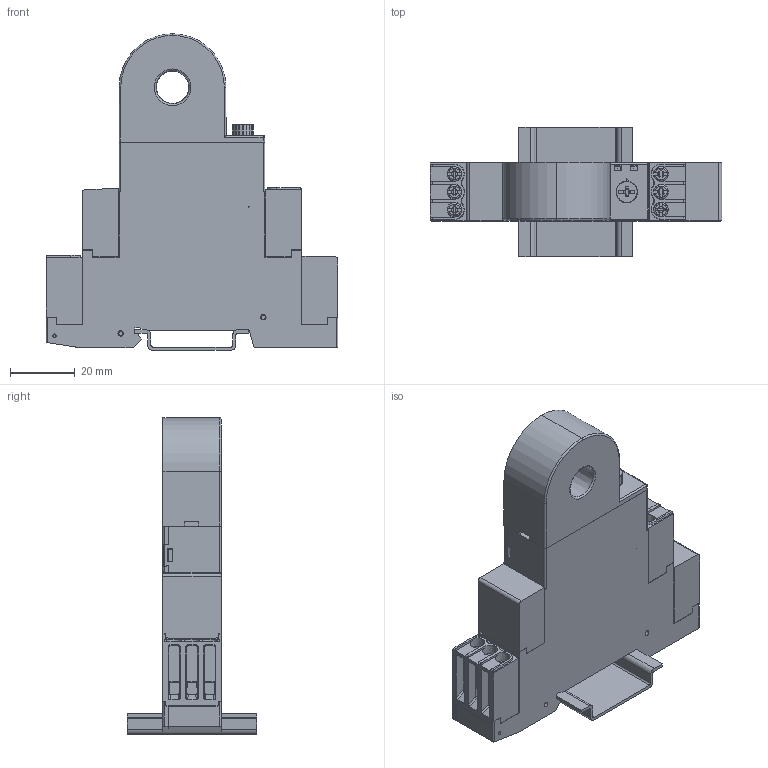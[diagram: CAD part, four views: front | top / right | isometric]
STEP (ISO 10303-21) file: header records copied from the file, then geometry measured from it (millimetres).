
FILE_DESCRIPTION(/* description */ ('Unknown'),/* implementation_level */ '2;1');
FILE_NAME(/* name */ '1F1016 ASSEMBLY',/* time_stamp */ '2024-07-09T19:04:07+06:00',/* author */ ('Unknown'),/* organization */ ('Unknown'),/* preprocessor_version */ 'ST-DEVELOPER v18.104',/* originating_system */ 'Solid Edge',/* authorisation */ 'Unknown');
FILE_SCHEMA (('AUTOMOTIVE_DESIGN {1 0 10303 214 3 1 1}'));
Products named in the file (1): 1F1016 ASSEMBLY
Bounding box: 90.01 x 40 x 97.6 mm (x, y, z)
Volume: 31803.8 mm3; surface area: 51842.4 mm2
Topology: 32 solids, 32 shells, 2638 faces, 6948 edges, 4316 vertices
Faces by surface type: plane 1555, cylinder 612, torus 175, cone 154, sphere 115, bspline 27
Full cylindrical faces by diameter (mm): 0.01 x2, 0.05 x3, 0.1 x7, 1.5 x8, 1.8 x2, 2.4 x6, 3.2 x6, 4.5 x6, 11.9 x1
Entity records: 87470 total; most frequent: CARTESIAN_POINT 24055, ORIENTED_EDGE 13328, DIRECTION 11894, EDGE_CURVE 6664, LINE 4500, VECTOR 4500, VERTEX_POINT 4254, AXIS2_PLACEMENT_3D 3697
